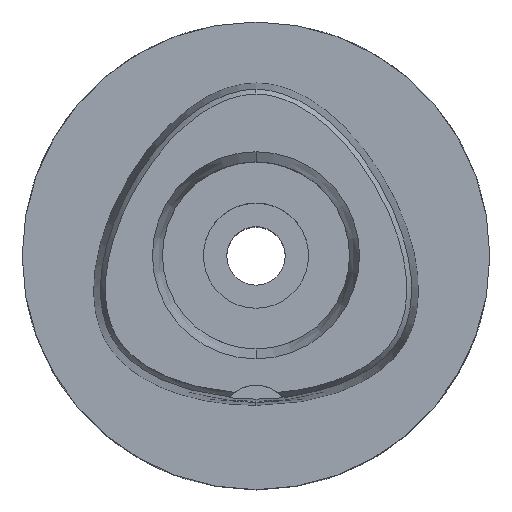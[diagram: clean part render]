
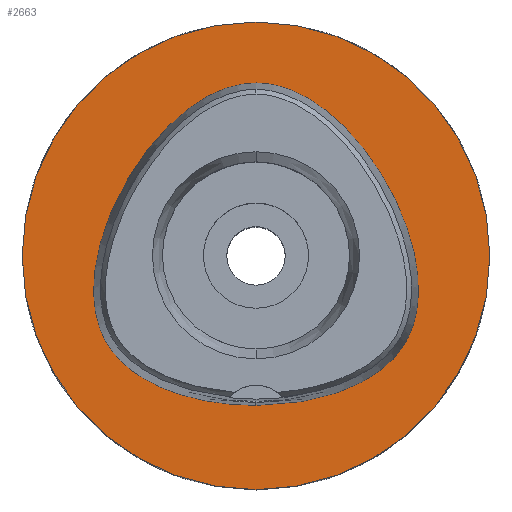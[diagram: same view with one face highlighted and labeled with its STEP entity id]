
A CAD part, top view. The second image highlights one B-rep face of the part: STEP entity #2663.
In plain terms, the highlighted planar face has unit normal (0, 0, 1).
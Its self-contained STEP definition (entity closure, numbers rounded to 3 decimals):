
#288=CARTESIAN_POINT('',(0.,0.,0.));
#289=DIRECTION('',(0.,0.,-1.));
#290=DIRECTION('',(0.,-1.,0.));
#291=AXIS2_PLACEMENT_3D('',#288,#289,#290);
#296=CARTESIAN_POINT('',(0.,0.,0.));
#297=DIRECTION('',(0.,0.,-1.));
#298=DIRECTION('',(0.,1.,0.));
#299=AXIS2_PLACEMENT_3D('',#296,#297,#298);
#304=CARTESIAN_POINT('',(0.,-25.575,0.));
#305=CARTESIAN_POINT('',(1.226,-25.575,0.));
#306=CARTESIAN_POINT('',(3.622,-25.484,
0.));
#307=CARTESIAN_POINT('',(7.095,-25.091,0.));
#308=CARTESIAN_POINT('',(10.293,-24.477,0.));
#309=CARTESIAN_POINT('',(13.168,-23.687,0.));
#310=CARTESIAN_POINT('',(15.698,-22.765,0.));
#311=CARTESIAN_POINT('',(17.89,-21.752,0.));
#312=CARTESIAN_POINT('',(19.772,-20.674,0.));
#313=CARTESIAN_POINT('',(21.375,-19.554,0.));
#314=CARTESIAN_POINT('',(22.735,-18.403,0.));
#315=CARTESIAN_POINT('',(23.881,-17.227,0.));
#316=CARTESIAN_POINT('',(24.839,-16.028,0.));
#317=CARTESIAN_POINT('',(25.636,-14.797,0.));
#318=CARTESIAN_POINT('',(26.302,-13.492,0.));
#319=CARTESIAN_POINT('',(26.86,-12.066,0.));
#320=CARTESIAN_POINT('',(27.306,-10.484,0.));
#321=CARTESIAN_POINT('',(27.623,-8.731,0.));
#322=CARTESIAN_POINT('',(27.791,-6.781,0.));
#323=CARTESIAN_POINT('',(27.782,-4.612,0.));
#324=CARTESIAN_POINT('',(27.563,-2.204,0.));
#325=CARTESIAN_POINT('',(27.095,0.449,0.));
#326=CARTESIAN_POINT('',(26.341,3.335,0.));
#327=CARTESIAN_POINT('',(25.271,6.417,0.));
#328=CARTESIAN_POINT('',(23.877,9.615,0.));
#329=CARTESIAN_POINT('',(22.177,12.829,0.));
#330=CARTESIAN_POINT('',(20.242,15.905,0.));
#331=CARTESIAN_POINT('',(18.168,18.707,0.));
#332=CARTESIAN_POINT('',(16.035,21.17,0.));
#333=CARTESIAN_POINT('',(13.913,23.262,0.));
#334=CARTESIAN_POINT('',(11.851,24.989,0.));
#335=CARTESIAN_POINT('',(9.877,26.379,0.));
#336=CARTESIAN_POINT('',(8.005,27.468,0.));
#337=CARTESIAN_POINT('',(6.233,28.294,0.));
#338=CARTESIAN_POINT('',(4.557,28.894,0.));
#339=CARTESIAN_POINT('',(2.966,29.297,0.));
#340=CARTESIAN_POINT('',(1.45,29.526,
0.));
#341=CARTESIAN_POINT('',(0.477,29.575,
0.));
#342=CARTESIAN_POINT('',(0.,29.575,
0.));
#347=CARTESIAN_POINT('',(0.,29.575,
0.));
#348=CARTESIAN_POINT('',(-0.48,29.575,0.));
#349=CARTESIAN_POINT('',(-1.459,29.526,
0.));
#350=CARTESIAN_POINT('',(-2.981,29.294,0.));
#351=CARTESIAN_POINT('',(-4.576,28.889,0.));
#352=CARTESIAN_POINT('',(-6.256,28.285,0.));
#353=CARTESIAN_POINT('',(-8.024,27.457,0.));
#354=CARTESIAN_POINT('',(-9.894,26.368,0.));
#355=CARTESIAN_POINT('',(-11.86,24.982,0.));
#356=CARTESIAN_POINT('',(-13.912,23.262,0.));
#357=CARTESIAN_POINT('',(-16.024,21.181,0.));
#358=CARTESIAN_POINT('',(-18.146,18.734,0.));
#359=CARTESIAN_POINT('',(-20.214,15.944,0.));
#360=CARTESIAN_POINT('',(-22.138,12.895,0.));
#361=CARTESIAN_POINT('',(-23.832,9.706,0.));
#362=CARTESIAN_POINT('',(-25.23,6.519,0.));
#363=CARTESIAN_POINT('',(-26.306,3.449,0.));
#364=CARTESIAN_POINT('',(-27.068,0.568,0.));
#365=CARTESIAN_POINT('',(-27.546,-2.08,0.));
#366=CARTESIAN_POINT('',(-27.776,-4.49,0.));
#367=CARTESIAN_POINT('',(-27.795,-6.667,0.));
#368=CARTESIAN_POINT('',(-27.636,-8.626,0.));
#369=CARTESIAN_POINT('',(-27.328,-10.386,0.));
#370=CARTESIAN_POINT('',(-26.888,-11.981,0.));
#371=CARTESIAN_POINT('',(-26.33,-13.432,0.));
#372=CARTESIAN_POINT('',(-25.645,-14.785,0.));
#373=CARTESIAN_POINT('',(-24.824,-16.051,0.));
#374=CARTESIAN_POINT('',(-23.853,-17.259,0.));
#375=CARTESIAN_POINT('',(-22.7,-18.435,0.));
#376=CARTESIAN_POINT('',(-21.341,-19.58,0.));
#377=CARTESIAN_POINT('',(-19.729,-20.701,0.));
#378=CARTESIAN_POINT('',(-17.845,-21.774,0.));
#379=CARTESIAN_POINT('',(-15.651,-22.784,0.));
#380=CARTESIAN_POINT('',(-13.125,-23.7,0.));
#381=CARTESIAN_POINT('',(-10.254,-24.486,0.));
#382=CARTESIAN_POINT('',(-7.058,-25.096,0.));
#383=CARTESIAN_POINT('',(-3.614,-25.484,
0.));
#384=CARTESIAN_POINT('',(-1.224,-25.575,0.));
#385=CARTESIAN_POINT('',(0.,-25.575,0.));
#1720=VERTEX_POINT('',#347);
#1721=VERTEX_POINT('',#385);
#1726=CARTESIAN_POINT('',(0.,-40.,0.));
#1727=CARTESIAN_POINT('',(0.,40.,0.));
#1728=VERTEX_POINT('',#1726);
#1729=VERTEX_POINT('',#1727);
#2647=CARTESIAN_POINT('',(0.,0.,0.));
#2648=DIRECTION('',(0.,0.,-1.));
#2649=DIRECTION('',(0.,-1.,0.));
#2650=AXIS2_PLACEMENT_3D('',#2647,#2648,#2649);
#2651=PLANE('',#2650);
#2653=ORIENTED_EDGE('',*,*,#2652,.T.);
#2655=ORIENTED_EDGE('',*,*,#2654,.T.);
#2656=EDGE_LOOP('',(#2653,#2655));
#2657=FACE_OUTER_BOUND('',#2656,.F.);
#2659=ORIENTED_EDGE('',*,*,#2658,.T.);
#2660=ORIENTED_EDGE('',*,*,#2630,.T.);
#2661=EDGE_LOOP('',(#2659,#2660));
#2662=FACE_BOUND('',#2661,.F.);
#292=CIRCLE('',#291,40.);
#300=CIRCLE('',#299,40.);
#343=B_SPLINE_CURVE_WITH_KNOTS('',3,(#304,#305,#306,#307,#308,#309,#310,#311,
#312,#313,#314,#315,#316,#317,#318,#319,#320,#321,#322,#323,#324,#325,#326,#327,
#328,#329,#330,#331,#332,#333,#334,#335,#336,#337,#338,#339,#340,#341,#342),
.UNSPECIFIED.,.F.,.F.,(4,1,1,1,1,1,1,1,1,1,1,1,1,1,1,1,1,1,1,1,1,1,1,1,1,1,1,1,
1,1,1,1,1,1,1,1,4),(0.,0.028,0.056,0.083,
0.111,0.139,0.167,0.194,
0.222,0.25,0.278,0.306,0.333,
0.361,0.389,0.417,0.444,
0.472,0.5,0.528,0.556,0.583,
0.611,0.639,0.667,0.694,
0.722,0.75,0.778,0.806,0.833,
0.861,0.889,0.917,0.944,
0.972,1.),.UNSPECIFIED.);
#386=B_SPLINE_CURVE_WITH_KNOTS('',3,(#347,#348,#349,#350,#351,#352,#353,#354,
#355,#356,#357,#358,#359,#360,#361,#362,#363,#364,#365,#366,#367,#368,#369,#370,
#371,#372,#373,#374,#375,#376,#377,#378,#379,#380,#381,#382,#383,#384,#385),
.UNSPECIFIED.,.F.,.F.,(4,1,1,1,1,1,1,1,1,1,1,1,1,1,1,1,1,1,1,1,1,1,1,1,1,1,1,1,
1,1,1,1,1,1,1,1,4),(0.,0.028,0.056,0.083,
0.111,0.139,0.167,0.194,
0.222,0.25,0.278,0.306,0.333,
0.361,0.389,0.417,0.444,
0.472,0.5,0.528,0.556,0.583,
0.611,0.639,0.667,0.694,
0.722,0.75,0.778,0.806,0.833,
0.861,0.889,0.917,0.944,
0.972,1.),.UNSPECIFIED.);
#2630=EDGE_CURVE('',#1720,#1721,#386,.T.);
#2652=EDGE_CURVE('',#1728,#1729,#292,.T.);
#2654=EDGE_CURVE('',#1729,#1728,#300,.T.);
#2658=EDGE_CURVE('',#1721,#1720,#343,.T.);
#2663=ADVANCED_FACE('',(#2657,#2662),#2651,.F.);
